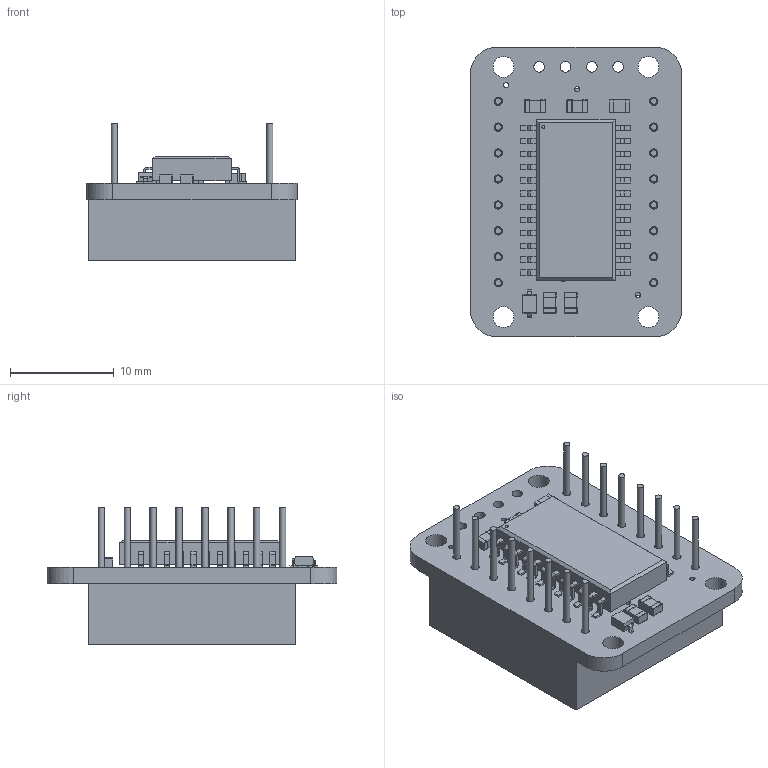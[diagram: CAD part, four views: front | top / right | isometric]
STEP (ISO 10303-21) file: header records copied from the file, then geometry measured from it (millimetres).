
FILE_DESCRIPTION(/* description */ (''),/* implementation_level */ '2;1');
FILE_NAME(/* name */ 'Adafruit min8x8 backpack v2.step',/* time_stamp */ '2020-07-02T09:50:51-04:00',/* author */ (''),/* organization */ (''),/* preprocessor_version */ 'ST-DEVELOPER v18.1',/* originating_system */ 'Autodesk Translation Framework v9.3.0.1241',/* authorisation */ '');
FILE_SCHEMA (('AUTOMOTIVE_DESIGN { 1 0 10303 214 3 1 1 }'));
Length unit declared in the file: millimetre
Products named in the file (8): Adafruit min8x8 backpack; PCB Component; Board; BL-M07C881UR; 10K; 1N4148; 10uF; SOP24_300MIL
Assembly tree (10 placements, depth 3):
  Adafruit min8x8 backpack
    PCB Component
      Board
      BL-M07C881UR
      10K  x4
      1N4148
      10uF
      SOP24_300MIL
Bounding box: 20.32 x 27.94 x 13.3 mm (x, y, z)
Volume: 3500.6 mm3; surface area: 3495.2 mm2
Topology: 17 solids, 17 shells, 860 faces, 1987 edges, 1206 vertices
Faces by surface type: plane 467, cylinder 329, sphere 64
Full cylindrical faces by diameter (mm): 0.3 x1, 0.5 x20, 0.6 x16, 0.8 x16, 1.016 x4, 1.8 x64, 2 x4
Entity records: 19908 total; most frequent: DIRECTION 3429, CARTESIAN_POINT 3249, ORIENTED_EDGE 3110, EDGE_CURVE 1555, AXIS2_PLACEMENT_3D 1194, LINE 1041, VECTOR 1041, VERTEX_POINT 1014
